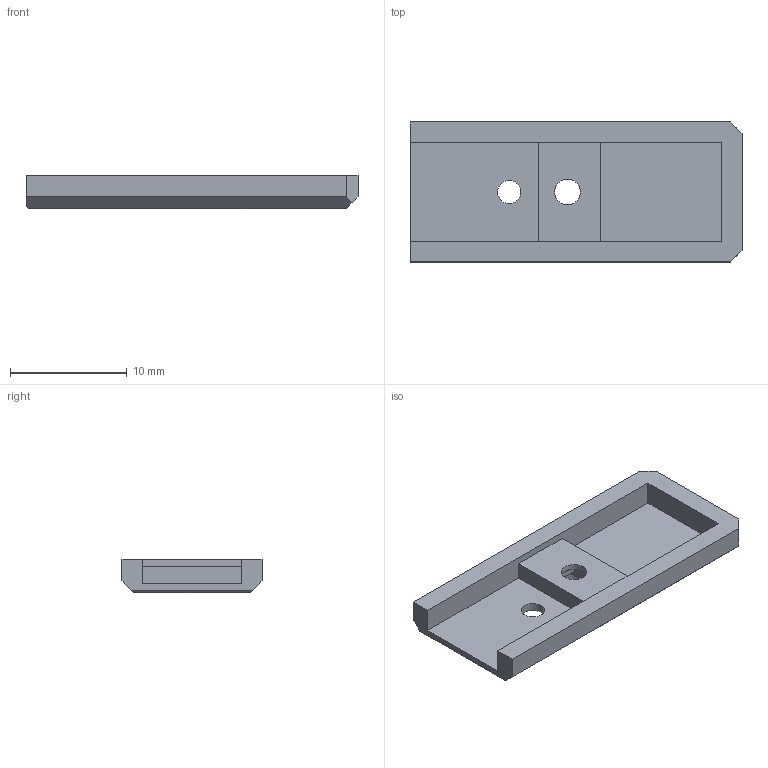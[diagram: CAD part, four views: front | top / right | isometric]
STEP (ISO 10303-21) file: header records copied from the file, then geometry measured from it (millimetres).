
FILE_DESCRIPTION(('FreeCAD Model'),'2;1');
FILE_NAME('Open CASCADE Shape Model','2021-09-05T22:41:16',('Author'),( ''),'Open CASCADE STEP processor 7.5','FreeCAD','Unknown');
FILE_SCHEMA(('AUTOMOTIVE_DESIGN { 1 0 10303 214 1 1 1 1 }'));
Length unit declared in the file: millimetre
Products named in the file (1): Cut
Bounding box: 28.45 x 12 x 2.85 mm (x, y, z)
Volume: 507.7 mm3; surface area: 1001.6 mm2
Topology: 1 solids, 1 shells, 37 faces, 99 edges, 64 vertices
Faces by surface type: plane 34, cylinder 3
Full cylindrical faces by diameter (mm): 2 x1, 2.2 x1, 4 x1
Entity records: 2506 total; most frequent: CARTESIAN_POINT 483, DIRECTION 373, LINE 269, VECTOR 269, ORIENTED_EDGE 198, PCURVE 198, DEFINITIONAL_REPRESENTATION 198, EDGE_CURVE 99
